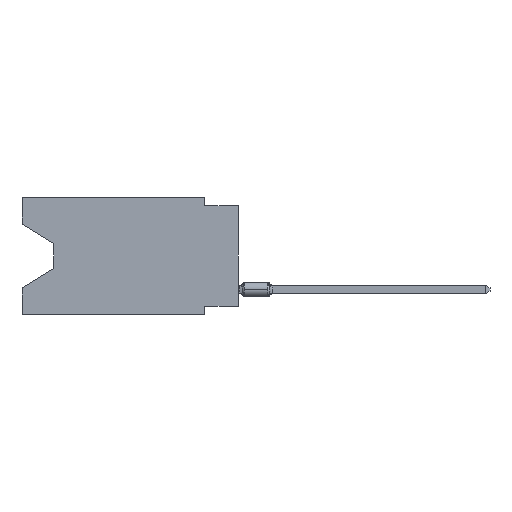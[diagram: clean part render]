
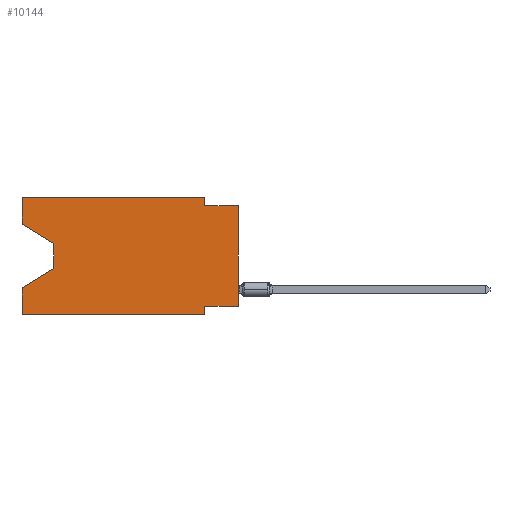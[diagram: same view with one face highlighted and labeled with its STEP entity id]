
A CAD part, left-side view. The second image highlights one B-rep face of the part: STEP entity #10144.
In plain terms, the highlighted planar face has unit normal (-1, 0, 0).
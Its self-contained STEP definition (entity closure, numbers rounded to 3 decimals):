
#372 = VECTOR ( 'NONE', #13701, 1000. ) ;
#561 = CARTESIAN_POINT ( 'NONE',  ( 0., 13.97, -3.505 ) ) ;
#806 = CARTESIAN_POINT ( 'NONE',  ( 0., 16.383, -8.89 ) ) ;
#809 = VERTEX_POINT ( 'NONE', #12459 ) ;
#905 = VECTOR ( 'NONE', #14312, 1000. ) ;
#956 = CARTESIAN_POINT ( 'NONE',  ( 0., 16.383, -2.038 ) ) ;
#1410 = VERTEX_POINT ( 'NONE', #7822 ) ;
#1418 = LINE ( 'NONE', #12313, #372 ) ;
#1602 = EDGE_CURVE ( 'NONE', #4425, #9413, #1418, .T. ) ;
#1875 = ORIENTED_EDGE ( 'NONE', *, *, #7793, .T. ) ;
#1928 = DIRECTION ( 'NONE',  ( 0., 0., -1. ) ) ;
#2058 = FACE_OUTER_BOUND ( 'NONE', #9778, .T. ) ;
#2103 = LINE ( 'NONE', #3486, #6453 ) ;
#2166 = EDGE_CURVE ( 'NONE', #7314, #17740, #8445, .T. ) ;
#2228 = VECTOR ( 'NONE', #16633, 1000. ) ;
#2346 = EDGE_CURVE ( 'NONE', #8896, #1410, #2103, .T. ) ;
#2514 = ORIENTED_EDGE ( 'NONE', *, *, #7925, .F. ) ;
#2524 = EDGE_CURVE ( 'NONE', #14392, #8185, #12994, .T. ) ;
#2744 = AXIS2_PLACEMENT_3D ( 'NONE', #4883, #14433, #4628 ) ;
#2813 = VECTOR ( 'NONE', #7867, 1000. ) ;
#3079 = ORIENTED_EDGE ( 'NONE', *, *, #2346, .F. ) ;
#3486 = CARTESIAN_POINT ( 'NONE',  ( 0., 2.54, -8.89 ) ) ;
#3621 = ORIENTED_EDGE ( 'NONE', *, *, #11608, .F. ) ;
#4245 = EDGE_CURVE ( 'NONE', #5246, #16299, #17203, .T. ) ;
#4425 = VERTEX_POINT ( 'NONE', #956 ) ;
#4516 = ORIENTED_EDGE ( 'NONE', *, *, #2524, .F. ) ;
#4526 = CARTESIAN_POINT ( 'NONE',  ( 0., 2.54, 0. ) ) ;
#4628 = DIRECTION ( 'NONE',  ( 0., 0., -1. ) ) ;
#4679 = CARTESIAN_POINT ( 'NONE',  ( 0., 13.97, -5.385 ) ) ;
#4883 = CARTESIAN_POINT ( 'NONE',  ( 0., 16.383, 0. ) ) ;
#5088 = EDGE_CURVE ( 'NONE', #7927, #1410, #14558, .T. ) ;
#5246 = VERTEX_POINT ( 'NONE', #11694 ) ;
#5328 = CARTESIAN_POINT ( 'NONE',  ( 0., 0., -0.635 ) ) ;
#5452 = VECTOR ( 'NONE', #6737, 1000. ) ;
#5933 = DIRECTION ( 'NONE',  ( 0., -1., 0. ) ) ;
#6010 = VECTOR ( 'NONE', #5933, 1000. ) ;
#6089 = ORIENTED_EDGE ( 'NONE', *, *, #11946, .F. ) ;
#6453 = VECTOR ( 'NONE', #1928, 1000. ) ;
#6737 = DIRECTION ( 'NONE',  ( 0., 0., 1. ) ) ;
#6931 = LINE ( 'NONE', #9777, #16883 ) ;
#7132 = CARTESIAN_POINT ( 'NONE',  ( 0., 0., -0.635 ) ) ;
#7297 = CARTESIAN_POINT ( 'NONE',  ( 0., 16.383, -6.852 ) ) ;
#7314 = VERTEX_POINT ( 'NONE', #8135 ) ;
#7510 = CARTESIAN_POINT ( 'NONE',  ( 0., 0., -8.255 ) ) ;
#7793 = EDGE_CURVE ( 'NONE', #9413, #7314, #8017, .T. ) ;
#7822 = CARTESIAN_POINT ( 'NONE',  ( 0., 2.54, -8.89 ) ) ;
#7867 = DIRECTION ( 'NONE',  ( 0., -1., 0. ) ) ;
#7925 = EDGE_CURVE ( 'NONE', #16299, #14392, #8757, .T. ) ;
#7927 = VERTEX_POINT ( 'NONE', #14164 ) ;
#8017 = LINE ( 'NONE', #15333, #2228 ) ;
#8118 = LINE ( 'NONE', #13805, #5452 ) ;
#8135 = CARTESIAN_POINT ( 'NONE',  ( 0., 13.97, -5.385 ) ) ;
#8142 = ORIENTED_EDGE ( 'NONE', *, *, #5088, .T. ) ;
#8185 = VERTEX_POINT ( 'NONE', #5328 ) ;
#8445 = LINE ( 'NONE', #4679, #905 ) ;
#8757 = LINE ( 'NONE', #4526, #15972 ) ;
#8896 = VERTEX_POINT ( 'NONE', #17833 ) ;
#8932 = PLANE ( 'NONE',  #2744 ) ;
#9413 = VERTEX_POINT ( 'NONE', #561 ) ;
#9777 = CARTESIAN_POINT ( 'NONE',  ( 0., 0., 0. ) ) ;
#9778 = EDGE_LOOP ( 'NONE', ( #17428, #1875, #13646, #6089, #8142, #3079, #17054, #17484, #4516, #2514, #10513, #3621 ) ) ;
#10125 = DIRECTION ( 'NONE',  ( 0., 0., -1. ) ) ;
#10144 = ADVANCED_FACE ( 'NONE', ( #2058 ), #8932, .F. ) ;
#10405 = DIRECTION ( 'NONE',  ( 0., -1., 0. ) ) ;
#10513 = ORIENTED_EDGE ( 'NONE', *, *, #4245, .F. ) ;
#10641 = DIRECTION ( 'NONE',  ( 0., 0., 1. ) ) ;
#11001 = EDGE_CURVE ( 'NONE', #809, #8896, #17136, .T. ) ;
#11243 = DIRECTION ( 'NONE',  ( 0., 0., 1. ) ) ;
#11608 = EDGE_CURVE ( 'NONE', #4425, #5246, #8118, .T. ) ;
#11694 = CARTESIAN_POINT ( 'NONE',  ( 0., 16.383, 0. ) ) ;
#11946 = EDGE_CURVE ( 'NONE', #7927, #17740, #12023, .T. ) ;
#12023 = LINE ( 'NONE', #17608, #16291 ) ;
#12313 = CARTESIAN_POINT ( 'NONE',  ( 0., 16.383, -2.038 ) ) ;
#12459 = CARTESIAN_POINT ( 'NONE',  ( 0., 0., -8.255 ) ) ;
#12994 = LINE ( 'NONE', #7132, #6010 ) ;
#13070 = CARTESIAN_POINT ( 'NONE',  ( 0., 16.383, 0. ) ) ;
#13102 = DIRECTION ( 'NONE',  ( 0., 1., 0. ) ) ;
#13646 = ORIENTED_EDGE ( 'NONE', *, *, #2166, .T. ) ;
#13701 = DIRECTION ( 'NONE',  ( 0., -0.855, -0.519 ) ) ;
#13805 = CARTESIAN_POINT ( 'NONE',  ( 0., 16.383, 0. ) ) ;
#14164 = CARTESIAN_POINT ( 'NONE',  ( 0., 16.383, -8.89 ) ) ;
#14312 = DIRECTION ( 'NONE',  ( 0., 0.855, -0.519 ) ) ;
#14392 = VERTEX_POINT ( 'NONE', #14736 ) ;
#14433 = DIRECTION ( 'NONE',  ( 1., 0., 0. ) ) ;
#14558 = LINE ( 'NONE', #806, #2813 ) ;
#14736 = CARTESIAN_POINT ( 'NONE',  ( 0., 2.54, -0.635 ) ) ;
#14794 = VECTOR ( 'NONE', #13102, 1000. ) ;
#15333 = CARTESIAN_POINT ( 'NONE',  ( 0., 13.97, -3.505 ) ) ;
#15657 = VECTOR ( 'NONE', #10405, 1000. ) ;
#15972 = VECTOR ( 'NONE', #10125, 1000. ) ;
#16291 = VECTOR ( 'NONE', #10641, 1000. ) ;
#16299 = VERTEX_POINT ( 'NONE', #17105 ) ;
#16633 = DIRECTION ( 'NONE',  ( 0., 0., -1. ) ) ;
#16883 = VECTOR ( 'NONE', #11243, 1000. ) ;
#17054 = ORIENTED_EDGE ( 'NONE', *, *, #11001, .F. ) ;
#17105 = CARTESIAN_POINT ( 'NONE',  ( 0., 2.54, 0. ) ) ;
#17136 = LINE ( 'NONE', #7510, #14794 ) ;
#17203 = LINE ( 'NONE', #13070, #15657 ) ;
#17428 = ORIENTED_EDGE ( 'NONE', *, *, #1602, .T. ) ;
#17484 = ORIENTED_EDGE ( 'NONE', *, *, #17628, .T. ) ;
#17608 = CARTESIAN_POINT ( 'NONE',  ( 0., 16.383, 0. ) ) ;
#17628 = EDGE_CURVE ( 'NONE', #809, #8185, #6931, .T. ) ;
#17740 = VERTEX_POINT ( 'NONE', #7297 ) ;
#17833 = CARTESIAN_POINT ( 'NONE',  ( 0., 2.54, -8.255 ) ) ;
